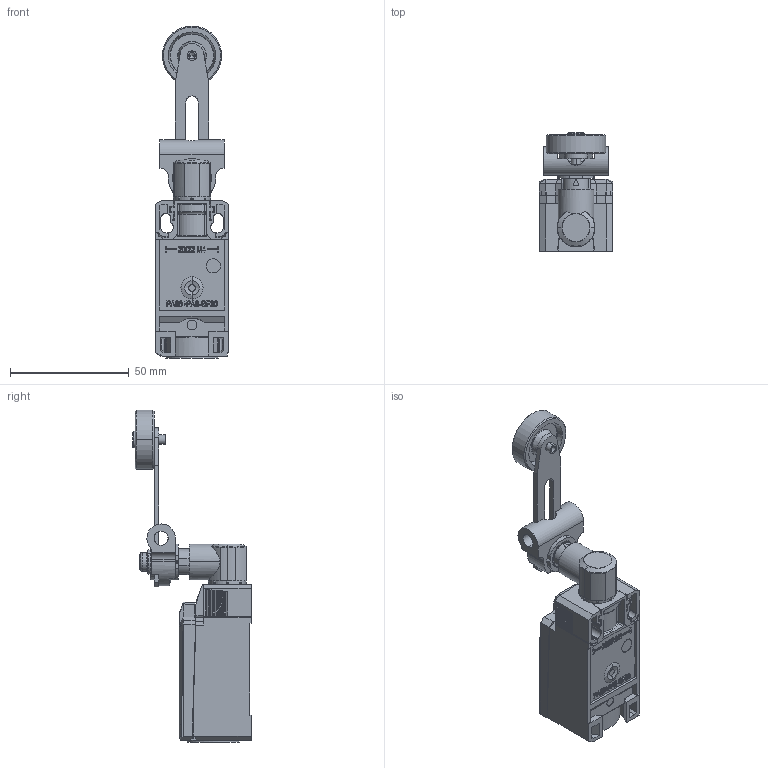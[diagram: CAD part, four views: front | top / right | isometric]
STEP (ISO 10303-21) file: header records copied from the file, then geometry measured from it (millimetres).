
FILE_DESCRIPTION((''),'2;1');
FILE_NAME('6083000280','2016-12-13T',('Yvonne.Storm'),(''),'PRO/ENGINEER BY PARAMETRIC TECHNOLOGY CORPORATION, 2012360','PRO/ENGINEER BY PARAMETRIC TECHNOLOGY CORPORATION, 2012360','');
FILE_SCHEMA(('AUTOMOTIVE_DESIGN { 1 0 10303 214 1 1 1 1 }'));
Length unit declared in the file: millimetre
Products named in the file (1): 6083000280
Bounding box: 31 x 49.8 x 139.8 mm (x, y, z)
Volume: 34736.5 mm3; surface area: 32782.1 mm2
Topology: 1 solids, 1 shells, 2507 faces, 6875 edges, 4395 vertices
Faces by surface type: plane 1405, cylinder 575, extrusion 253, cone 107, bspline 62, torus 53, sphere 52
Entity records: 134013 total; most frequent: CARTESIAN_POINT 24607, ORIENTED_EDGE 13734, DIRECTION 11396, PRESENTATION_STYLE_ASSIGNMENT 9545, STYLED_ITEM 7140, CURVE_STYLE 7120, EDGE_CURVE 6867, VECTOR 4430
